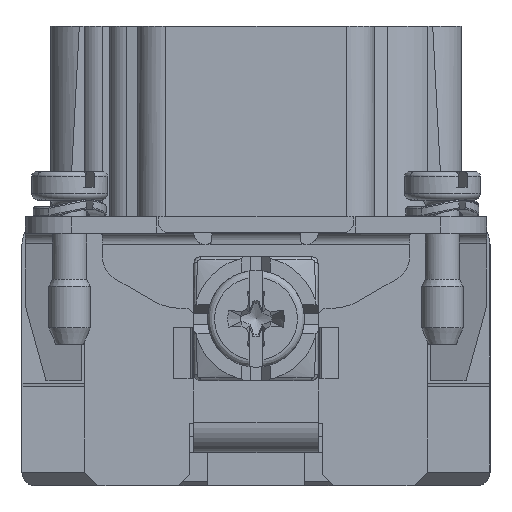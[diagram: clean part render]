
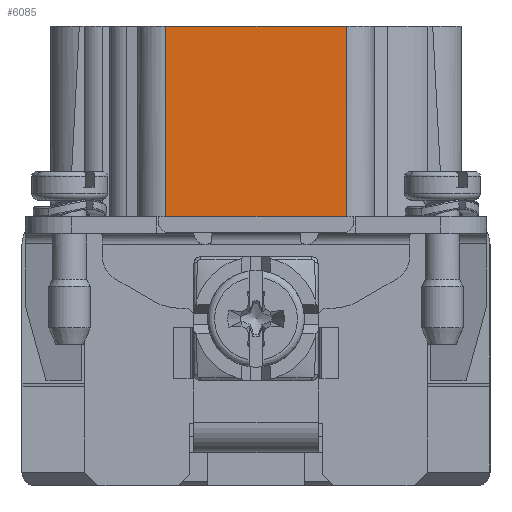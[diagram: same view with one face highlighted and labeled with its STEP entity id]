
A CAD part, left-side view. The second image highlights one B-rep face of the part: STEP entity #6085.
In plain terms, the highlighted planar face has unit normal (-1, 0, 0).
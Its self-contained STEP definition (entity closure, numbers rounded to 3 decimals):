
#6085=ADVANCED_FACE('',(#8209),#7413,.F.);
#7413=PLANE('',#31731);
#8209=FACE_OUTER_BOUND('',#9707,.T.);
#9707=EDGE_LOOP('',(#12828,#12829,#12830,#12831));
#12828=ORIENTED_EDGE('',*,*,#21140,.T.);
#12829=ORIENTED_EDGE('',*,*,#22142,.T.);
#12830=ORIENTED_EDGE('',*,*,#22037,.F.);
#12831=ORIENTED_EDGE('',*,*,#22143,.T.);
#18639=VERTEX_POINT('',#46287);
#18650=VERTEX_POINT('',#46308);
#19383=VERTEX_POINT('',#48704);
#19384=VERTEX_POINT('',#48705);
#21140=EDGE_CURVE('',#18639,#18650,#24803,.T.);
#22037=EDGE_CURVE('',#19383,#19384,#25415,.T.);
#22142=EDGE_CURVE('',#18650,#19384,#25492,.T.);
#22143=EDGE_CURVE('',#19383,#18639,#25493,.T.);
#24803=LINE('',#46309,#27005);
#25415=LINE('',#48703,#27617);
#25492=LINE('',#48903,#27694);
#25493=LINE('',#48904,#27695);
#27005=VECTOR('',#33671,1.);
#27617=VECTOR('',#35185,1.);
#27694=VECTOR('',#35386,1.);
#27695=VECTOR('',#35387,1.);
#31731=AXIS2_PLACEMENT_3D('',#48905,#35388,#35389);
#33671=DIRECTION('',(0.,-1.,0.));
#35185=DIRECTION('',(0.,-1.,0.));
#35386=DIRECTION('',(0.,0.,1.));
#35387=DIRECTION('',(0.,0.,-1.));
#35388=DIRECTION('',(1.,0.,0.));
#35389=DIRECTION('',(0.,0.,-1.));
#46287=CARTESIAN_POINT('',(-42.175,6.55,1.2));
#46308=CARTESIAN_POINT('',(-42.175,-6.55,1.2));
#46309=CARTESIAN_POINT('',(-42.175,8.55,1.2));
#48703=CARTESIAN_POINT('',(-42.175,8.55,15.));
#48704=CARTESIAN_POINT('',(-42.175,6.55,15.));
#48705=CARTESIAN_POINT('',(-42.175,-6.55,15.));
#48903=CARTESIAN_POINT('',(-42.175,-6.55,15.));
#48904=CARTESIAN_POINT('',(-42.175,6.55,15.));
#48905=CARTESIAN_POINT('',(-42.175,8.55,15.));
